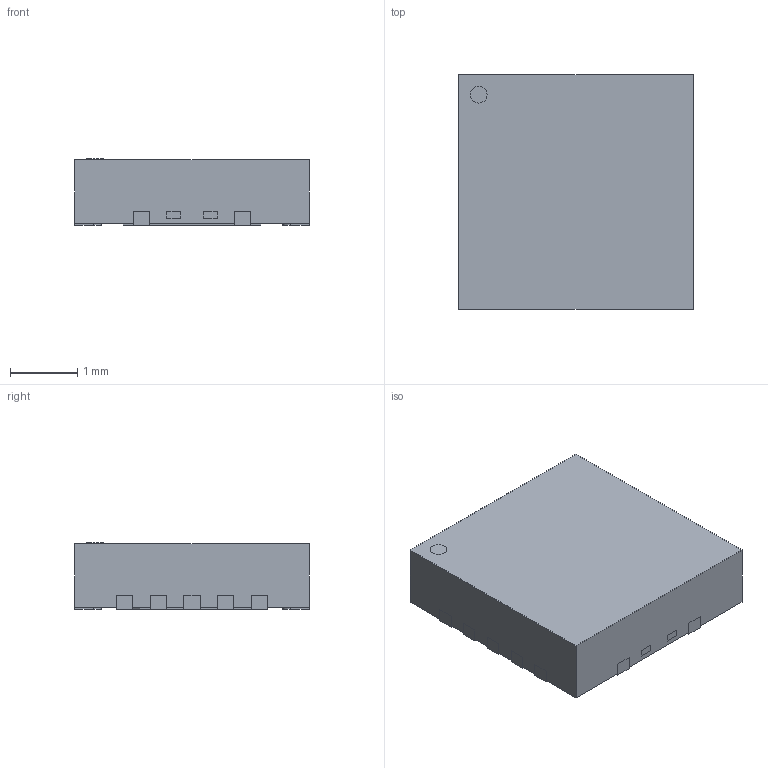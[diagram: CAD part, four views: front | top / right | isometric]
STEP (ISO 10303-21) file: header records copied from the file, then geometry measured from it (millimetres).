
FILE_DESCRIPTION(/* description */ (''),/* implementation_level */ '2;1');
FILE_NAME(/* name */ 'RGY0014A.step',/* time_stamp */ '2025-08-16T18:22:23+02:00',/* author */ (''),/* organization */ (''),/* preprocessor_version */ 'ST-DEVELOPER v20.1',/* originating_system */ 'Autodesk Translation Framework v14.10.0.0',/* authorisation */ '');
FILE_SCHEMA (('AUTOMOTIVE_DESIGN { 1 0 10303 214 3 1 1 }'));
Length unit declared in the file: millimetre
Products named in the file (3): RGY0014A_ASM; BODY-QFN; FRAME-RWA0014A
Assembly tree (2 placements, depth 2):
  RGY0014A_ASM
    BODY-QFN
    FRAME-RWA0014A
Bounding box: 3.5 x 3.5 x 0.98 mm (x, y, z)
Volume: 11.8 mm3; surface area: 63.5 mm2
Topology: 17 solids, 17 shells, 200 faces, 501 edges, 334 vertices
Faces by surface type: plane 171, cylinder 29
Full cylindrical faces by diameter (mm): 0.25 x1
Entity records: 6034 total; most frequent: CARTESIAN_POINT 1040, ORIENTED_EDGE 1002, DIRECTION 969, EDGE_CURVE 501, LINE 443, VECTOR 443, VERTEX_POINT 334, AXIS2_PLACEMENT_3D 263
